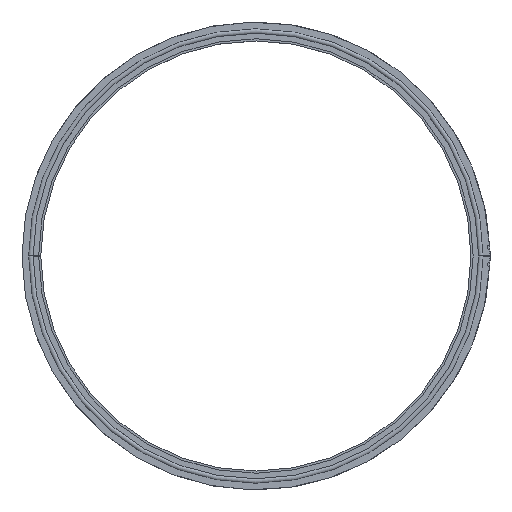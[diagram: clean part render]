
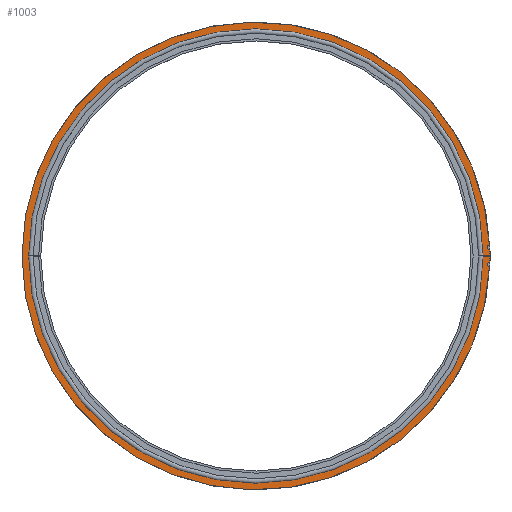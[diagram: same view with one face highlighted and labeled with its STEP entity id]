
A CAD part, top view. The second image highlights one B-rep face of the part: STEP entity #1003.
In plain terms, the highlighted planar face has unit normal (0, 0, 1).
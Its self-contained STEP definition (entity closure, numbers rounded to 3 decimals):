
#96 = CARTESIAN_POINT ( 'NONE',  ( 269.596, -7.501, 2.7 ) ) ;
#159 = VECTOR ( 'NONE', #1958, 1000. ) ;
#165 = ORIENTED_EDGE ( 'NONE', *, *, #526, .F. ) ;
#207 = DIRECTION ( 'NONE',  ( 0., 0., 1. ) ) ;
#220 = CARTESIAN_POINT ( 'NONE',  ( 261.888, 1., 2.7 ) ) ;
#242 = CARTESIAN_POINT ( 'NONE',  ( -269.7, 0., 2.7 ) ) ;
#280 = AXIS2_PLACEMENT_3D ( 'NONE', #2040, #2063, #2072 ) ;
#297 = ORIENTED_EDGE ( 'NONE', *, *, #822, .T. ) ;
#382 = FACE_OUTER_BOUND ( 'NONE', #1248, .T. ) ;
#465 = VERTEX_POINT ( 'NONE', #2166 ) ;
#471 = ORIENTED_EDGE ( 'NONE', *, *, #2050, .F. ) ;
#497 = EDGE_CURVE ( 'NONE', #2449, #635, #1349, .T. ) ;
#526 = EDGE_CURVE ( 'NONE', #949, #1159, #2561, .T. ) ;
#605 = DIRECTION ( 'NONE',  ( 0., 0., 1. ) ) ;
#635 = VERTEX_POINT ( 'NONE', #1879 ) ;
#665 = ORIENTED_EDGE ( 'NONE', *, *, #2608, .T. ) ;
#683 = CIRCLE ( 'NONE', #2385, 269.7 ) ;
#745 = DIRECTION ( 'NONE',  ( 0., 0., 1. ) ) ;
#822 = EDGE_CURVE ( 'NONE', #949, #1461, #2630, .T. ) ;
#826 = DIRECTION ( 'NONE',  ( 1., 0., 0. ) ) ;
#856 = AXIS2_PLACEMENT_3D ( 'NONE', #1303, #207, #2809 ) ;
#949 = VERTEX_POINT ( 'NONE', #2677 ) ;
#997 = DIRECTION ( 'NONE',  ( 0., 0., 1. ) ) ;
#1001 = CIRCLE ( 'NONE', #2411, 269.7 ) ;
#1003 = ADVANCED_FACE ( 'NONE', ( #382 ), #2406, .F. ) ;
#1040 = DIRECTION ( 'NONE',  ( 0., 0., 1. ) ) ;
#1159 = VERTEX_POINT ( 'NONE', #2528 ) ;
#1195 = ORIENTED_EDGE ( 'NONE', *, *, #2451, .F. ) ;
#1200 = CARTESIAN_POINT ( 'NONE',  ( 261.988, 1., 2.7 ) ) ;
#1219 = CARTESIAN_POINT ( 'NONE',  ( 261.988, -1., 2.7 ) ) ;
#1248 = EDGE_LOOP ( 'NONE', ( #297, #1195, #665, #2620, #2472, #471, #1261, #165 ) ) ;
#1261 = ORIENTED_EDGE ( 'NONE', *, *, #1636, .T. ) ;
#1303 = CARTESIAN_POINT ( 'NONE',  ( 269.515, 10., 2.7 ) ) ;
#1349 = LINE ( 'NONE', #2361, #1910 ) ;
#1357 = CIRCLE ( 'NONE', #1796, 2.5 ) ;
#1461 = VERTEX_POINT ( 'NONE', #1600 ) ;
#1468 = VERTEX_POINT ( 'NONE', #96 ) ;
#1516 = VERTEX_POINT ( 'NONE', #1200 ) ;
#1535 = EDGE_CURVE ( 'NONE', #1516, #2449, #2738, .T. ) ;
#1600 = CARTESIAN_POINT ( 'NONE',  ( 269.41, -12.498, 2.7 ) ) ;
#1636 = EDGE_CURVE ( 'NONE', #465, #1159, #1001, .T. ) ;
#1796 = AXIS2_PLACEMENT_3D ( 'NONE', #2293, #997, #2520 ) ;
#1833 = AXIS2_PLACEMENT_3D ( 'NONE', #242, #2037, #2035 ) ;
#1879 = CARTESIAN_POINT ( 'NONE',  ( 269.698, -1., 2.7 ) ) ;
#1886 = LINE ( 'NONE', #220, #159 ) ;
#1910 = VECTOR ( 'NONE', #826, 1000. ) ;
#1918 = CARTESIAN_POINT ( 'NONE',  ( 0., 0., 2.7 ) ) ;
#1958 = DIRECTION ( 'NONE',  ( -1., 0., 0. ) ) ;
#2035 = DIRECTION ( 'NONE',  ( -1., 0., 0. ) ) ;
#2037 = DIRECTION ( 'NONE',  ( 0., 0., -1. ) ) ;
#2040 = CARTESIAN_POINT ( 'NONE',  ( 0., 0., 2.7 ) ) ;
#2050 = EDGE_CURVE ( 'NONE', #465, #1516, #1886, .T. ) ;
#2063 = DIRECTION ( 'NONE',  ( 0., 0., 1. ) ) ;
#2065 = CARTESIAN_POINT ( 'NONE',  ( 0., 0., 2.7 ) ) ;
#2072 = DIRECTION ( 'NONE',  ( 1., 0., 0. ) ) ;
#2117 = AXIS2_PLACEMENT_3D ( 'NONE', #2065, #745, #2273 ) ;
#2144 = DIRECTION ( 'NONE',  ( 1., 0., 0. ) ) ;
#2166 = CARTESIAN_POINT ( 'NONE',  ( 269.698, 1., 2.7 ) ) ;
#2273 = DIRECTION ( 'NONE',  ( 1., 0., 0. ) ) ;
#2293 = CARTESIAN_POINT ( 'NONE',  ( 269.515, -10., 2.7 ) ) ;
#2341 = CARTESIAN_POINT ( 'NONE',  ( 0., 0., 2.7 ) ) ;
#2361 = CARTESIAN_POINT ( 'NONE',  ( 261.888, -1., 2.7 ) ) ;
#2385 = AXIS2_PLACEMENT_3D ( 'NONE', #2341, #1040, #2563 ) ;
#2406 = PLANE ( 'NONE',  #1833 ) ;
#2411 = AXIS2_PLACEMENT_3D ( 'NONE', #1918, #605, #2144 ) ;
#2449 = VERTEX_POINT ( 'NONE', #1219 ) ;
#2451 = EDGE_CURVE ( 'NONE', #1468, #1461, #1357, .T. ) ;
#2472 = ORIENTED_EDGE ( 'NONE', *, *, #1535, .F. ) ;
#2520 = DIRECTION ( 'NONE',  ( 1., 0., 0. ) ) ;
#2528 = CARTESIAN_POINT ( 'NONE',  ( 269.596, 7.501, 2.7 ) ) ;
#2561 = CIRCLE ( 'NONE', #856, 2.5 ) ;
#2563 = DIRECTION ( 'NONE',  ( 1., 0., 0. ) ) ;
#2608 = EDGE_CURVE ( 'NONE', #1468, #635, #683, .T. ) ;
#2620 = ORIENTED_EDGE ( 'NONE', *, *, #497, .F. ) ;
#2630 = CIRCLE ( 'NONE', #280, 269.7 ) ;
#2677 = CARTESIAN_POINT ( 'NONE',  ( 269.41, 12.498, 2.7 ) ) ;
#2738 = CIRCLE ( 'NONE', #2117, 261.99 ) ;
#2809 = DIRECTION ( 'NONE',  ( 1., 0., 0. ) ) ;
